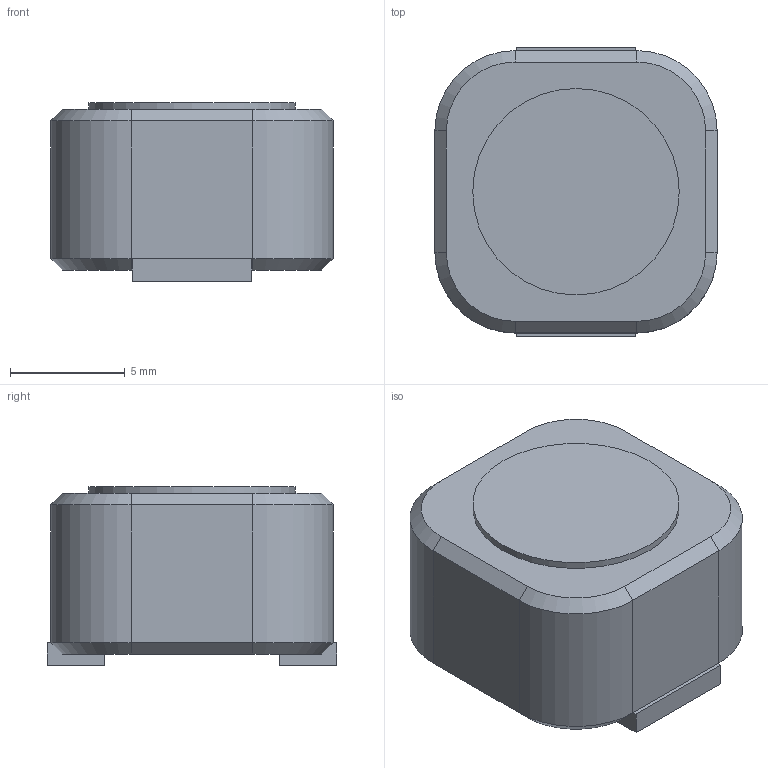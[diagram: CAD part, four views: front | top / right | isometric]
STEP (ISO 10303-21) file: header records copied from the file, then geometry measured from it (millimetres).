
FILE_DESCRIPTION(('FreeCAD Model'),'2;1');
FILE_NAME('CDRH127.step', '2021-03-11T10:13:23',('Author'),(''), 'Open CASCADE STEP processor 7.4','FreeCAD','Unknown');
FILE_SCHEMA(('AUTOMOTIVE_DESIGN { 1 0 10303 214 1 1 1 1 }'));
Length unit declared in the file: millimetre
Products named in the file (1): Fusion001
Bounding box: 12.3 x 12.6 x 7.8 mm (x, y, z)
Volume: 1009.1 mm3; surface area: 588.8 mm2
Topology: 1 solids, 1 shells, 42 faces, 97 edges, 58 vertices
Faces by surface type: plane 29, cone 8, cylinder 5
Full cylindrical faces by diameter (mm): 9 x1
Entity records: 1181 total; most frequent: DIRECTION 201, CARTESIAN_POINT 198, ORIENTED_EDGE 194, EDGE_CURVE 97, LINE 79, VECTOR 79, AXIS2_PLACEMENT_3D 61, VERTEX_POINT 58
